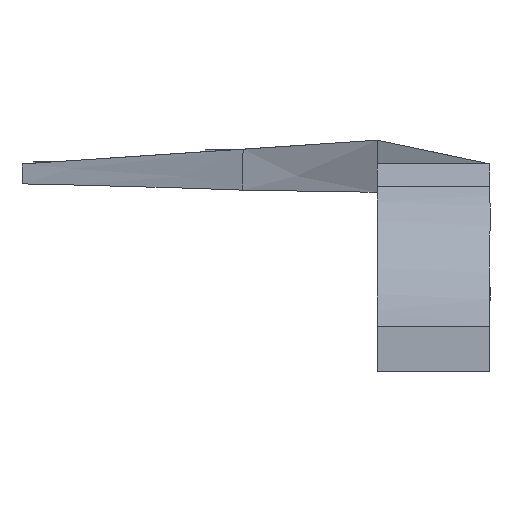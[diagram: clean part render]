
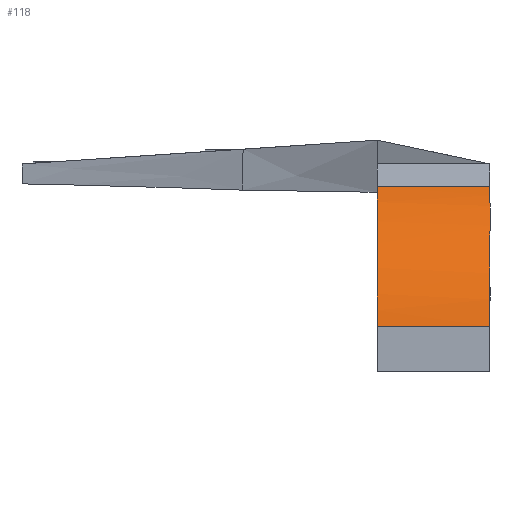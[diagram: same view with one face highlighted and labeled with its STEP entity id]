
A CAD part, front view. The second image highlights one B-rep face of the part: STEP entity #118.
In plain terms, the highlighted free-form (B-spline) face has degree [2, 1] with [3, 2] control points.
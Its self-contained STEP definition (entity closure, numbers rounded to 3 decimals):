
#118=ADVANCED_FACE('',(#201),#1452,.T.);
#201=FACE_OUTER_BOUND('',#304,.T.);
#304=EDGE_LOOP('',(#637,#638,#639,#640));
#637=ORIENTED_EDGE('',*,*,#946,.T.);
#638=ORIENTED_EDGE('',*,*,#944,.F.);
#639=ORIENTED_EDGE('',*,*,#945,.T.);
#640=ORIENTED_EDGE('',*,*,#943,.T.);
#943=EDGE_CURVE('',#1340,#1341,#1194,.T.);
#944=EDGE_CURVE('',#1346,#1347,#1195,.T.);
#945=EDGE_CURVE('',#1346,#1340,#1196,.T.);
#946=EDGE_CURVE('',#1341,#1347,#1197,.T.);
#1194=(
BOUNDED_CURVE()
B_SPLINE_CURVE(1,(#4120,#4121),.UNSPECIFIED.,.F.,.F.)
B_SPLINE_CURVE_WITH_KNOTS((2,2),(0.,39.375),.UNSPECIFIED.)
CURVE()
GEOMETRIC_REPRESENTATION_ITEM()
RATIONAL_B_SPLINE_CURVE((1.,1.))
REPRESENTATION_ITEM('')
);
#1195=(
BOUNDED_CURVE()
B_SPLINE_CURVE(1,(#4122,#4123),.UNSPECIFIED.,.F.,.F.)
B_SPLINE_CURVE_WITH_KNOTS((2,2),(0.,39.375),.UNSPECIFIED.)
CURVE()
GEOMETRIC_REPRESENTATION_ITEM()
RATIONAL_B_SPLINE_CURVE((1.,1.))
REPRESENTATION_ITEM('')
);
#1196=(
BOUNDED_CURVE()
B_SPLINE_CURVE(2,(#4124,#4125,#4126),.UNSPECIFIED.,.F.,.F.)
B_SPLINE_CURVE_WITH_KNOTS((3,3),(-1506.957,-1458.547),
 .UNSPECIFIED.)
CURVE()
GEOMETRIC_REPRESENTATION_ITEM()
RATIONAL_B_SPLINE_CURVE((1.,0.916,1.))
REPRESENTATION_ITEM('')
);
#1197=(
BOUNDED_CURVE()
B_SPLINE_CURVE(2,(#4127,#4128,#4129),.UNSPECIFIED.,.F.,.F.)
B_SPLINE_CURVE_WITH_KNOTS((3,3),(1458.547,1506.957),
 .UNSPECIFIED.)
CURVE()
GEOMETRIC_REPRESENTATION_ITEM()
RATIONAL_B_SPLINE_CURVE((1.,0.916,1.))
REPRESENTATION_ITEM('')
);
#1340=VERTEX_POINT('',#3924);
#1341=VERTEX_POINT('',#3925);
#1346=VERTEX_POINT('',#3930);
#1347=VERTEX_POINT('',#3931);
#1452=(
BOUNDED_SURFACE()
B_SPLINE_SURFACE(2,1,((#3663,#3664),(#3665,#3666),(#3667,#3668)),
 .UNSPECIFIED.,.F.,.F.,.F.)
B_SPLINE_SURFACE_WITH_KNOTS((3,3),(2,2),(-1506.957,-1458.547),
(0.,45.),.UNSPECIFIED.)
GEOMETRIC_REPRESENTATION_ITEM()
RATIONAL_B_SPLINE_SURFACE(((1.,1.),(0.916,0.916),
(1.,1.)))
REPRESENTATION_ITEM('')
SURFACE()
);
#3663=CARTESIAN_POINT('',(317.675,-1807.175,123.406));
#3664=CARTESIAN_POINT('',(357.675,-1807.175,123.406));
#3665=CARTESIAN_POINT('',(317.675,-1832.227,108.461));
#3666=CARTESIAN_POINT('',(357.675,-1832.227,108.461));
#3667=CARTESIAN_POINT('',(317.675,-1838.273,79.923));
#3668=CARTESIAN_POINT('',(357.675,-1838.273,79.923));
#3924=CARTESIAN_POINT('',(317.675,-1838.273,79.923));
#3925=CARTESIAN_POINT('',(352.675,-1838.273,79.923));
#3930=CARTESIAN_POINT('',(317.675,-1807.175,123.406));
#3931=CARTESIAN_POINT('',(352.675,-1807.175,123.406));
#4120=CARTESIAN_POINT('',(317.675,-1838.273,79.923));
#4121=CARTESIAN_POINT('',(352.675,-1838.273,79.923));
#4122=CARTESIAN_POINT('',(317.675,-1807.175,123.406));
#4123=CARTESIAN_POINT('',(352.675,-1807.175,123.406));
#4124=CARTESIAN_POINT('',(317.675,-1807.175,123.406));
#4125=CARTESIAN_POINT('',(317.675,-1832.227,108.461));
#4126=CARTESIAN_POINT('',(317.675,-1838.273,79.923));
#4127=CARTESIAN_POINT('',(352.675,-1838.273,79.923));
#4128=CARTESIAN_POINT('',(352.675,-1832.227,108.461));
#4129=CARTESIAN_POINT('',(352.675,-1807.175,123.406));
